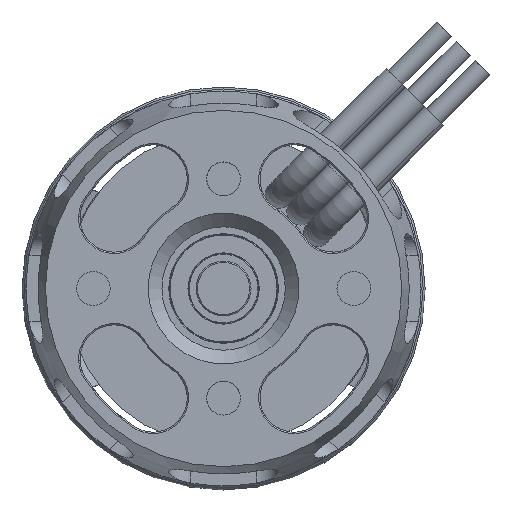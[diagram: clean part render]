
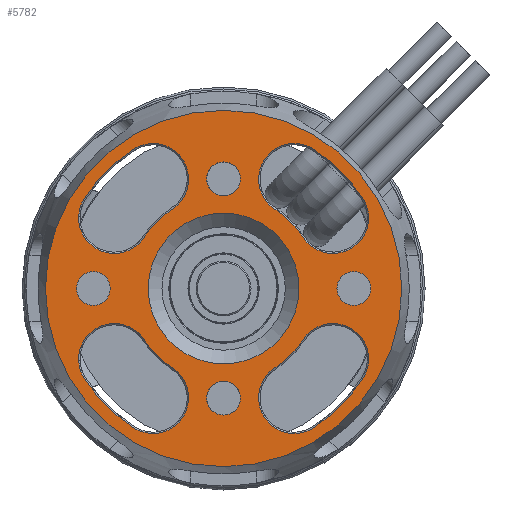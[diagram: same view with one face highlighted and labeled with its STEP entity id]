
A CAD part, left-side view. The second image highlights one B-rep face of the part: STEP entity #5782.
In plain terms, the highlighted planar face has unit normal (-1, 0, 0).
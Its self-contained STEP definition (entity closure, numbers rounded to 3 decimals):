
#367=FACE_BOUND('',#895,.T.);
#368=FACE_BOUND('',#896,.T.);
#369=FACE_BOUND('',#897,.T.);
#370=FACE_BOUND('',#898,.T.);
#371=FACE_BOUND('',#899,.T.);
#372=FACE_BOUND('',#900,.T.);
#373=FACE_BOUND('',#901,.T.);
#374=FACE_BOUND('',#902,.T.);
#375=FACE_BOUND('',#903,.T.);
#561=FACE_OUTER_BOUND('',#894,.T.);
#894=EDGE_LOOP('',(#3657));
#895=EDGE_LOOP('',(#3658,#3659,#3660,#3661));
#896=EDGE_LOOP('',(#3662,#3663,#3664,#3665));
#897=EDGE_LOOP('',(#3666));
#898=EDGE_LOOP('',(#3667));
#899=EDGE_LOOP('',(#3668));
#900=EDGE_LOOP('',(#3669));
#901=EDGE_LOOP('',(#3670));
#902=EDGE_LOOP('',(#3671,#3672,#3673,#3674));
#903=EDGE_LOOP('',(#3675,#3676,#3677,#3678));
#1701=CIRCLE('',#6152,2.6);
#1703=CIRCLE('',#6155,6.9);
#1705=CIRCLE('',#6158,2.6);
#1707=CIRCLE('',#6161,12.1);
#1712=CIRCLE('',#6169,13.);
#1713=CIRCLE('',#6170,2.6);
#1714=CIRCLE('',#6171,12.1);
#1715=CIRCLE('',#6172,2.6);
#1716=CIRCLE('',#6173,6.9);
#1717=CIRCLE('',#6174,2.6);
#1718=CIRCLE('',#6175,6.9);
#1719=CIRCLE('',#6176,2.6);
#1720=CIRCLE('',#6177,12.1);
#1721=CIRCLE('',#6178,1.23);
#1722=CIRCLE('',#6179,1.23);
#1723=CIRCLE('',#6180,1.23);
#1724=CIRCLE('',#6181,1.23);
#1725=CIRCLE('',#6182,5.5);
#1726=CIRCLE('',#6183,2.6);
#1727=CIRCLE('',#6184,12.1);
#1728=CIRCLE('',#6185,2.6);
#1729=CIRCLE('',#6186,6.9);
#2131=VERTEX_POINT('',#8650);
#2132=VERTEX_POINT('',#8652);
#2135=VERTEX_POINT('',#8659);
#2137=VERTEX_POINT('',#8665);
#2142=VERTEX_POINT('',#8685);
#2143=VERTEX_POINT('',#8687);
#2144=VERTEX_POINT('',#8688);
#2145=VERTEX_POINT('',#8690);
#2146=VERTEX_POINT('',#8692);
#2147=VERTEX_POINT('',#8695);
#2148=VERTEX_POINT('',#8696);
#2149=VERTEX_POINT('',#8698);
#2150=VERTEX_POINT('',#8700);
#2151=VERTEX_POINT('',#8703);
#2152=VERTEX_POINT('',#8705);
#2153=VERTEX_POINT('',#8707);
#2154=VERTEX_POINT('',#8709);
#2155=VERTEX_POINT('',#8711);
#2156=VERTEX_POINT('',#8713);
#2157=VERTEX_POINT('',#8714);
#2158=VERTEX_POINT('',#8716);
#2159=VERTEX_POINT('',#8718);
#2697=EDGE_CURVE('',#2131,#2132,#1701,.T.);
#2701=EDGE_CURVE('',#2135,#2131,#1703,.T.);
#2704=EDGE_CURVE('',#2137,#2135,#1705,.T.);
#2706=EDGE_CURVE('',#2132,#2137,#1707,.T.);
#2714=EDGE_CURVE('',#2142,#2142,#1712,.T.);
#2715=EDGE_CURVE('',#2143,#2144,#1713,.T.);
#2716=EDGE_CURVE('',#2145,#2143,#1714,.T.);
#2717=EDGE_CURVE('',#2146,#2145,#1715,.T.);
#2718=EDGE_CURVE('',#2144,#2146,#1716,.T.);
#2719=EDGE_CURVE('',#2147,#2148,#1717,.T.);
#2720=EDGE_CURVE('',#2149,#2147,#1718,.T.);
#2721=EDGE_CURVE('',#2150,#2149,#1719,.T.);
#2722=EDGE_CURVE('',#2148,#2150,#1720,.T.);
#2723=EDGE_CURVE('',#2151,#2151,#1721,.T.);
#2724=EDGE_CURVE('',#2152,#2152,#1722,.T.);
#2725=EDGE_CURVE('',#2153,#2153,#1723,.T.);
#2726=EDGE_CURVE('',#2154,#2154,#1724,.T.);
#2727=EDGE_CURVE('',#2155,#2155,#1725,.T.);
#2728=EDGE_CURVE('',#2156,#2157,#1726,.T.);
#2729=EDGE_CURVE('',#2158,#2156,#1727,.T.);
#2730=EDGE_CURVE('',#2159,#2158,#1728,.T.);
#2731=EDGE_CURVE('',#2157,#2159,#1729,.T.);
#3657=ORIENTED_EDGE('',*,*,#2714,.F.);
#3658=ORIENTED_EDGE('',*,*,#2715,.F.);
#3659=ORIENTED_EDGE('',*,*,#2716,.F.);
#3660=ORIENTED_EDGE('',*,*,#2717,.F.);
#3661=ORIENTED_EDGE('',*,*,#2718,.F.);
#3662=ORIENTED_EDGE('',*,*,#2719,.F.);
#3663=ORIENTED_EDGE('',*,*,#2720,.F.);
#3664=ORIENTED_EDGE('',*,*,#2721,.F.);
#3665=ORIENTED_EDGE('',*,*,#2722,.F.);
#3666=ORIENTED_EDGE('',*,*,#2723,.T.);
#3667=ORIENTED_EDGE('',*,*,#2724,.T.);
#3668=ORIENTED_EDGE('',*,*,#2725,.T.);
#3669=ORIENTED_EDGE('',*,*,#2726,.T.);
#3670=ORIENTED_EDGE('',*,*,#2727,.T.);
#3671=ORIENTED_EDGE('',*,*,#2728,.F.);
#3672=ORIENTED_EDGE('',*,*,#2729,.F.);
#3673=ORIENTED_EDGE('',*,*,#2730,.F.);
#3674=ORIENTED_EDGE('',*,*,#2731,.F.);
#3675=ORIENTED_EDGE('',*,*,#2697,.F.);
#3676=ORIENTED_EDGE('',*,*,#2701,.F.);
#3677=ORIENTED_EDGE('',*,*,#2704,.F.);
#3678=ORIENTED_EDGE('',*,*,#2706,.F.);
#5370=PLANE('',#6168);
#5782=ADVANCED_FACE('',(#561,#367,#368,#369,#370,#371,#372,#373,#374,#375),
#5370,.T.);
#6152=AXIS2_PLACEMENT_3D('',#8653,#6954,#6955);
#6155=AXIS2_PLACEMENT_3D('',#8661,#6962,#6963);
#6158=AXIS2_PLACEMENT_3D('',#8667,#6969,#6970);
#6161=AXIS2_PLACEMENT_3D('',#8670,#6975,#6976);
#6168=AXIS2_PLACEMENT_3D('',#8684,#6992,#6993);
#6169=AXIS2_PLACEMENT_3D('',#8686,#6994,#6995);
#6170=AXIS2_PLACEMENT_3D('',#8689,#6996,#6997);
#6171=AXIS2_PLACEMENT_3D('',#8691,#6998,#6999);
#6172=AXIS2_PLACEMENT_3D('',#8693,#7000,#7001);
#6173=AXIS2_PLACEMENT_3D('',#8694,#7002,#7003);
#6174=AXIS2_PLACEMENT_3D('',#8697,#7004,#7005);
#6175=AXIS2_PLACEMENT_3D('',#8699,#7006,#7007);
#6176=AXIS2_PLACEMENT_3D('',#8701,#7008,#7009);
#6177=AXIS2_PLACEMENT_3D('',#8702,#7010,#7011);
#6178=AXIS2_PLACEMENT_3D('',#8704,#7012,#7013);
#6179=AXIS2_PLACEMENT_3D('',#8706,#7014,#7015);
#6180=AXIS2_PLACEMENT_3D('',#8708,#7016,#7017);
#6181=AXIS2_PLACEMENT_3D('',#8710,#7018,#7019);
#6182=AXIS2_PLACEMENT_3D('',#8712,#7020,#7021);
#6183=AXIS2_PLACEMENT_3D('',#8715,#7022,#7023);
#6184=AXIS2_PLACEMENT_3D('',#8717,#7024,#7025);
#6185=AXIS2_PLACEMENT_3D('',#8719,#7026,#7027);
#6186=AXIS2_PLACEMENT_3D('',#8720,#7028,#7029);
#6954=DIRECTION('center_axis',(-1.,0.,0.));
#6955=DIRECTION('ref_axis',(0.,-0.542,-0.84));
#6962=DIRECTION('center_axis',(1.,0.,0.));
#6963=DIRECTION('ref_axis',(0.,0.,1.));
#6969=DIRECTION('center_axis',(-1.,0.,0.));
#6970=DIRECTION('ref_axis',(0.,0.84,0.542));
#6975=DIRECTION('center_axis',(-1.,0.,0.));
#6976=DIRECTION('ref_axis',(0.,0.,1.));
#6992=DIRECTION('center_axis',(-1.,0.,0.));
#6993=DIRECTION('ref_axis',(0.,0.,1.));
#6994=DIRECTION('center_axis',(1.,0.,0.));
#6995=DIRECTION('ref_axis',(0.,0.,-1.));
#6996=DIRECTION('center_axis',(-1.,0.,0.));
#6997=DIRECTION('ref_axis',(0.,0.542,-0.84));
#6998=DIRECTION('center_axis',(-1.,0.,0.));
#6999=DIRECTION('ref_axis',(0.,0.,-1.));
#7000=DIRECTION('center_axis',(-1.,0.,0.));
#7001=DIRECTION('ref_axis',(0.,-0.84,0.542));
#7002=DIRECTION('center_axis',(1.,0.,0.));
#7003=DIRECTION('ref_axis',(0.,0.,-1.));
#7004=DIRECTION('center_axis',(-1.,0.,0.));
#7005=DIRECTION('ref_axis',(0.,0.84,-0.542));
#7006=DIRECTION('center_axis',(1.,0.,0.));
#7007=DIRECTION('ref_axis',(0.,0.,1.));
#7008=DIRECTION('center_axis',(-1.,0.,0.));
#7009=DIRECTION('ref_axis',(0.,-0.542,0.84));
#7010=DIRECTION('center_axis',(-1.,0.,0.));
#7011=DIRECTION('ref_axis',(0.,0.,1.));
#7012=DIRECTION('center_axis',(1.,0.,0.));
#7013=DIRECTION('ref_axis',(0.,0.,1.));
#7014=DIRECTION('center_axis',(1.,0.,0.));
#7015=DIRECTION('ref_axis',(0.,0.,1.));
#7016=DIRECTION('center_axis',(1.,0.,0.));
#7017=DIRECTION('ref_axis',(0.,0.,1.));
#7018=DIRECTION('center_axis',(1.,0.,0.));
#7019=DIRECTION('ref_axis',(0.,0.,1.));
#7020=DIRECTION('center_axis',(1.,0.,0.));
#7021=DIRECTION('ref_axis',(0.,0.,1.));
#7022=DIRECTION('center_axis',(-1.,0.,0.));
#7023=DIRECTION('ref_axis',(0.,-0.84,-0.542));
#7024=DIRECTION('center_axis',(-1.,0.,0.));
#7025=DIRECTION('ref_axis',(0.,0.,-1.));
#7026=DIRECTION('center_axis',(-1.,0.,0.));
#7027=DIRECTION('ref_axis',(0.,0.542,0.84));
#7028=DIRECTION('center_axis',(1.,0.,0.));
#7029=DIRECTION('ref_axis',(0.,0.,-1.));
#8650=CARTESIAN_POINT('',(32.212,-27.616,5.797));
#8652=CARTESIAN_POINT('',(32.212,-24.795,10.165));
#8653=CARTESIAN_POINT('Origin',(32.212,-26.205,7.981));
#8659=CARTESIAN_POINT('',(32.212,-25.561,3.743));
#8661=CARTESIAN_POINT('Origin',(32.212,-31.358,0.));
#8665=CARTESIAN_POINT('',(32.212,-21.193,6.563));
#8667=CARTESIAN_POINT('Origin',(32.212,-23.377,5.153));
#8670=CARTESIAN_POINT('Origin',(32.212,-31.358,0.));
#8684=CARTESIAN_POINT('Origin',(32.212,-18.358,0.));
#8685=CARTESIAN_POINT('',(32.212,-44.358,0.));
#8686=CARTESIAN_POINT('Origin',(32.212,-31.358,0.));
#8687=CARTESIAN_POINT('',(32.212,-24.795,-10.165));
#8688=CARTESIAN_POINT('',(32.212,-27.616,-5.797));
#8689=CARTESIAN_POINT('Origin',(32.212,-26.205,-7.981));
#8690=CARTESIAN_POINT('',(32.212,-21.193,-6.563));
#8691=CARTESIAN_POINT('Origin',(32.212,-31.358,0.));
#8692=CARTESIAN_POINT('',(32.212,-25.561,-3.743));
#8693=CARTESIAN_POINT('Origin',(32.212,-23.377,-5.153));
#8694=CARTESIAN_POINT('Origin',(32.212,-31.358,0.));
#8695=CARTESIAN_POINT('',(32.212,-37.155,3.743));
#8696=CARTESIAN_POINT('',(32.212,-41.524,6.563));
#8697=CARTESIAN_POINT('Origin',(32.212,-39.339,5.153));
#8698=CARTESIAN_POINT('',(32.212,-35.101,5.797));
#8699=CARTESIAN_POINT('Origin',(32.212,-31.358,0.));
#8700=CARTESIAN_POINT('',(32.212,-37.921,10.165));
#8701=CARTESIAN_POINT('Origin',(32.212,-36.511,7.981));
#8702=CARTESIAN_POINT('Origin',(32.212,-31.358,0.));
#8703=CARTESIAN_POINT('',(32.212,-21.858,-1.23));
#8704=CARTESIAN_POINT('Origin',(32.212,-21.858,0.));
#8705=CARTESIAN_POINT('',(32.212,-40.858,-1.23));
#8706=CARTESIAN_POINT('Origin',(32.212,-40.858,0.));
#8707=CARTESIAN_POINT('',(32.212,-31.358,-9.23));
#8708=CARTESIAN_POINT('Origin',(32.212,-31.358,-8.));
#8709=CARTESIAN_POINT('',(32.212,-31.358,6.771));
#8710=CARTESIAN_POINT('Origin',(32.212,-31.358,8.));
#8711=CARTESIAN_POINT('',(32.212,-31.358,5.5));
#8712=CARTESIAN_POINT('Origin',(32.212,-31.358,0.));
#8713=CARTESIAN_POINT('',(32.212,-41.524,-6.563));
#8714=CARTESIAN_POINT('',(32.212,-37.155,-3.743));
#8715=CARTESIAN_POINT('Origin',(32.212,-39.339,-5.153));
#8716=CARTESIAN_POINT('',(32.212,-37.921,-10.165));
#8717=CARTESIAN_POINT('Origin',(32.212,-31.358,0.));
#8718=CARTESIAN_POINT('',(32.212,-35.101,-5.797));
#8719=CARTESIAN_POINT('Origin',(32.212,-36.511,-7.981));
#8720=CARTESIAN_POINT('Origin',(32.212,-31.358,0.));
